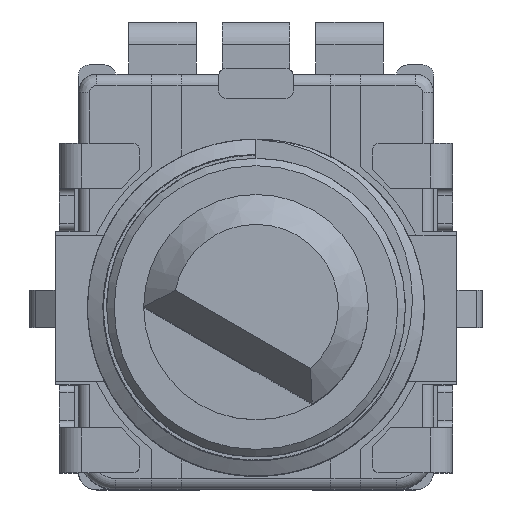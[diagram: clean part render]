
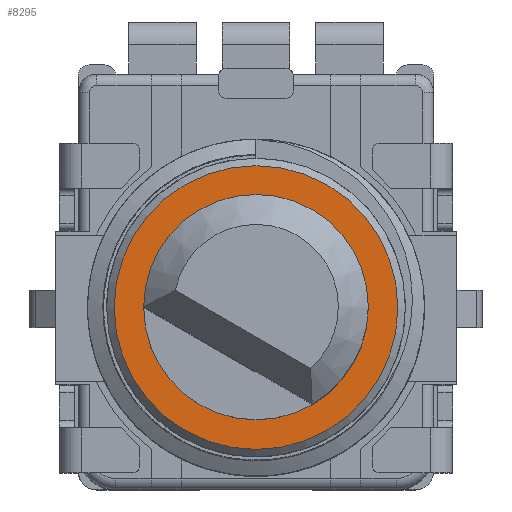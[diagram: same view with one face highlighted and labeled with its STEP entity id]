
A CAD part, top view. The second image highlights one B-rep face of the part: STEP entity #8295.
In plain terms, the highlighted planar face has unit normal (0, 0, 1).
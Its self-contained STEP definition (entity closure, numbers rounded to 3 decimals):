
#18=FACE_BOUND('',#1518,.T.);
#285=PLANE('',#9015);
#1101=FACE_OUTER_BOUND('',#1517,.T.);
#1517=EDGE_LOOP('',(#7714,#7715));
#1518=EDGE_LOOP('',(#7716,#7717));
#1527=CIRCLE('',#8334,3.);
#1528=CIRCLE('',#8335,3.);
#1536=CIRCLE('',#8345,3.79);
#1537=CIRCLE('',#8346,3.79);
#3522=VERTEX_POINT('',#11905);
#3523=VERTEX_POINT('',#11906);
#3535=VERTEX_POINT('',#11934);
#3536=VERTEX_POINT('',#11936);
#4282=EDGE_CURVE('',#3522,#3523,#1527,.T.);
#4283=EDGE_CURVE('',#3523,#3522,#1528,.T.);
#4297=EDGE_CURVE('',#3535,#3536,#1536,.T.);
#4298=EDGE_CURVE('',#3536,#3535,#1537,.T.);
#7714=ORIENTED_EDGE('',*,*,#4298,.F.);
#7715=ORIENTED_EDGE('',*,*,#4297,.F.);
#7716=ORIENTED_EDGE('',*,*,#4282,.T.);
#7717=ORIENTED_EDGE('',*,*,#4283,.T.);
#8295=ADVANCED_FACE('',(#1101,#18),#285,.T.);
#8334=AXIS2_PLACEMENT_3D('',#11907,#9060,#9061);
#8335=AXIS2_PLACEMENT_3D('',#11908,#9062,#9063);
#8345=AXIS2_PLACEMENT_3D('',#11937,#9088,#9089);
#8346=AXIS2_PLACEMENT_3D('',#11938,#9090,#9091);
#9015=AXIS2_PLACEMENT_3D('',#16747,#11223,#11224);
#9060=DIRECTION('center_axis',(0.,0.,-1.));
#9061=DIRECTION('ref_axis',(-1.,0.,0.));
#9062=DIRECTION('center_axis',(0.,0.,-1.));
#9063=DIRECTION('ref_axis',(-1.,0.,0.));
#9088=DIRECTION('center_axis',(0.,0.,-1.));
#9089=DIRECTION('ref_axis',(1.,0.,0.));
#9090=DIRECTION('center_axis',(0.,0.,-1.));
#9091=DIRECTION('ref_axis',(1.,0.,0.));
#11223=DIRECTION('center_axis',(0.,0.,1.));
#11224=DIRECTION('ref_axis',(-1.,0.,0.));
#11905=CARTESIAN_POINT('',(-1.5,-2.598,17.));
#11906=CARTESIAN_POINT('',(1.5,2.598,17.));
#11907=CARTESIAN_POINT('Origin',(0.,0.,
17.));
#11908=CARTESIAN_POINT('Origin',(0.,0.,
17.));
#11934=CARTESIAN_POINT('',(-3.79,0.,17.));
#11936=CARTESIAN_POINT('',(3.79,0.,17.));
#11937=CARTESIAN_POINT('Origin',(0.,0.,17.));
#11938=CARTESIAN_POINT('Origin',(0.,0.,17.));
#16747=CARTESIAN_POINT('Origin',(0.,0.,17.));
